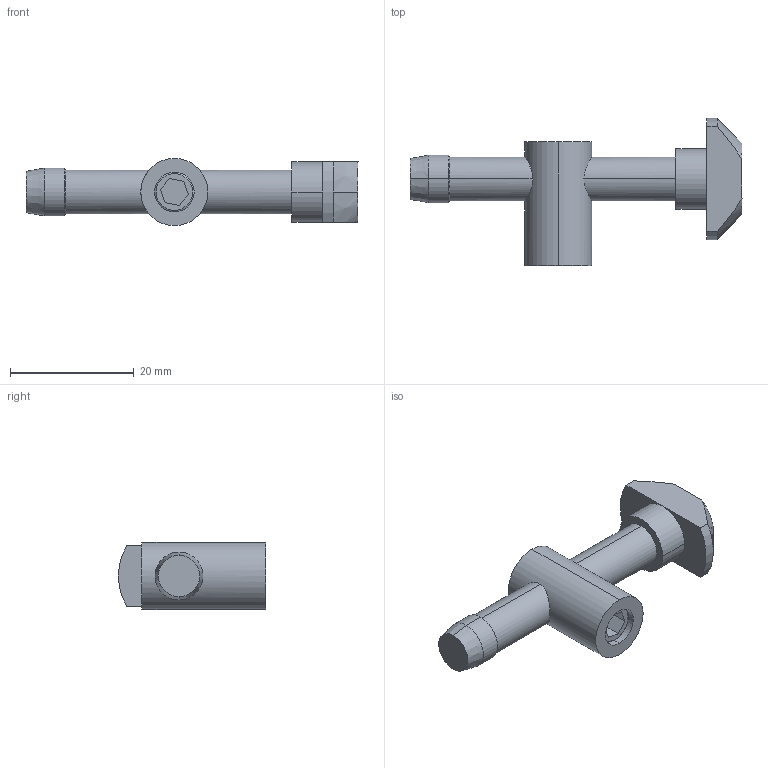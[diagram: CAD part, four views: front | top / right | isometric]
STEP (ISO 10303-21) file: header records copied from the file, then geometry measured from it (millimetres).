
FILE_DESCRIPTION (( 'STEP AP214' ), '1' );
FILE_NAME ('-6128105', '2019-02-04T09:21:44', ( '' ), ('JUGARD+KÜNSTNER GmbH'), 'SwSTEP 2.0', 'SolidWorks 2017', '' );
FILE_SCHEMA (( 'AUTOMOTIVE_DESIGN' ));
Length unit declared in the file: millimetre
Products named in the file (1): -6128105_CNAJF00
Bounding box: 53.7 x 23.8 x 10.85 mm (x, y, z)
Volume: 4330.7 mm3; surface area: 2375.5 mm2
Topology: 1 solids, 1 shells, 41 faces, 92 edges, 58 vertices
Faces by surface type: plane 17, cylinder 15, cone 9
Entity records: 1320 total; most frequent: CARTESIAN_POINT 352, DIRECTION 204, ORIENTED_EDGE 184, EDGE_CURVE 92, AXIS2_PLACEMENT_3D 78, VERTEX_POINT 58, LINE 48, VECTOR 48
